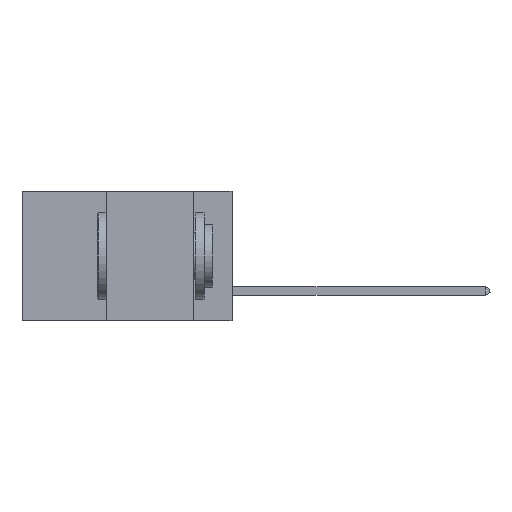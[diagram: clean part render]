
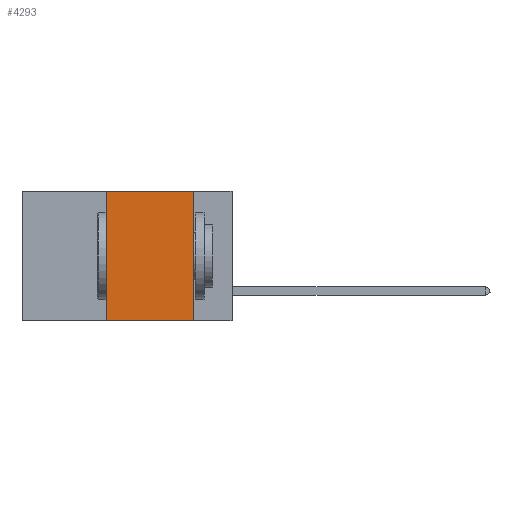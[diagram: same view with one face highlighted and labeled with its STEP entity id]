
A CAD part, left-side view. The second image highlights one B-rep face of the part: STEP entity #4293.
In plain terms, the highlighted planar face has unit normal (-1, 0, 0).
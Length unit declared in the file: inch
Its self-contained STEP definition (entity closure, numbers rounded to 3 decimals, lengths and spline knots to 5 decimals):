
#4293 = ADVANCED_FACE ( 'NONE', ( #15481 ), #27347, .F. ) ;
#6019 = ORIENTED_EDGE ( 'NONE', *, *, #11548, .F. ) ;
#6106 = EDGE_LOOP ( 'NONE', ( #6019, #34204, #41246, #17434 ) ) ;
#6568 = CARTESIAN_POINT ( 'NONE',  ( 0., 0.11, 0. ) ) ;
#10058 = VECTOR ( 'NONE', #14992, 39.37008 ) ;
#11493 = CARTESIAN_POINT ( 'NONE',  ( 0., 0.11, -0.37 ) ) ;
#11548 = EDGE_CURVE ( 'NONE', #14583, #14262, #35582, .T. ) ;
#12917 = CARTESIAN_POINT ( 'NONE',  ( 0., 0.6, 0. ) ) ;
#14262 = VERTEX_POINT ( 'NONE', #11493 ) ;
#14583 = VERTEX_POINT ( 'NONE', #27379 ) ;
#14991 = EDGE_CURVE ( 'NONE', #25543, #14262, #36192, .T. ) ;
#14992 = DIRECTION ( 'NONE',  ( 0., -1., 0. ) ) ;
#15175 = VECTOR ( 'NONE', #16241, 39.37008 ) ;
#15481 = FACE_OUTER_BOUND ( 'NONE', #6106, .T. ) ;
#16241 = DIRECTION ( 'NONE',  ( 0., 0., 1. ) ) ;
#17101 = EDGE_CURVE ( 'NONE', #25543, #39474, #42641, .T. ) ;
#17434 = ORIENTED_EDGE ( 'NONE', *, *, #14991, .T. ) ;
#23634 = DIRECTION ( 'NONE',  ( 0., -1., 0. ) ) ;
#25096 = VECTOR ( 'NONE', #41655, 39.37008 ) ;
#25543 = VERTEX_POINT ( 'NONE', #33555 ) ;
#27085 = AXIS2_PLACEMENT_3D ( 'NONE', #12917, #27186, #34146 ) ;
#27186 = DIRECTION ( 'NONE',  ( 1., 0., 0. ) ) ;
#27347 = PLANE ( 'NONE',  #27085 ) ;
#27379 = CARTESIAN_POINT ( 'NONE',  ( 0., 0.11, 0. ) ) ;
#29264 = CARTESIAN_POINT ( 'NONE',  ( 0., 0.36, 0. ) ) ;
#31189 = CARTESIAN_POINT ( 'NONE',  ( 0., 0.6, -0.37 ) ) ;
#31473 = LINE ( 'NONE', #32858, #10058 ) ;
#32355 = VECTOR ( 'NONE', #23634, 39.37008 ) ;
#32858 = CARTESIAN_POINT ( 'NONE',  ( 0., 0.6, 0. ) ) ;
#33555 = CARTESIAN_POINT ( 'NONE',  ( 0., 0.36, -0.37 ) ) ;
#34146 = DIRECTION ( 'NONE',  ( 0., 0., -1. ) ) ;
#34204 = ORIENTED_EDGE ( 'NONE', *, *, #38381, .F. ) ;
#35582 = LINE ( 'NONE', #6568, #25096 ) ;
#36192 = LINE ( 'NONE', #31189, #32355 ) ;
#38381 = EDGE_CURVE ( 'NONE', #39474, #14583, #31473, .T. ) ;
#39474 = VERTEX_POINT ( 'NONE', #44766 ) ;
#41246 = ORIENTED_EDGE ( 'NONE', *, *, #17101, .F. ) ;
#41655 = DIRECTION ( 'NONE',  ( 0., 0., -1. ) ) ;
#42641 = LINE ( 'NONE', #29264, #15175 ) ;
#44766 = CARTESIAN_POINT ( 'NONE',  ( 0., 0.36, 0. ) ) ;
